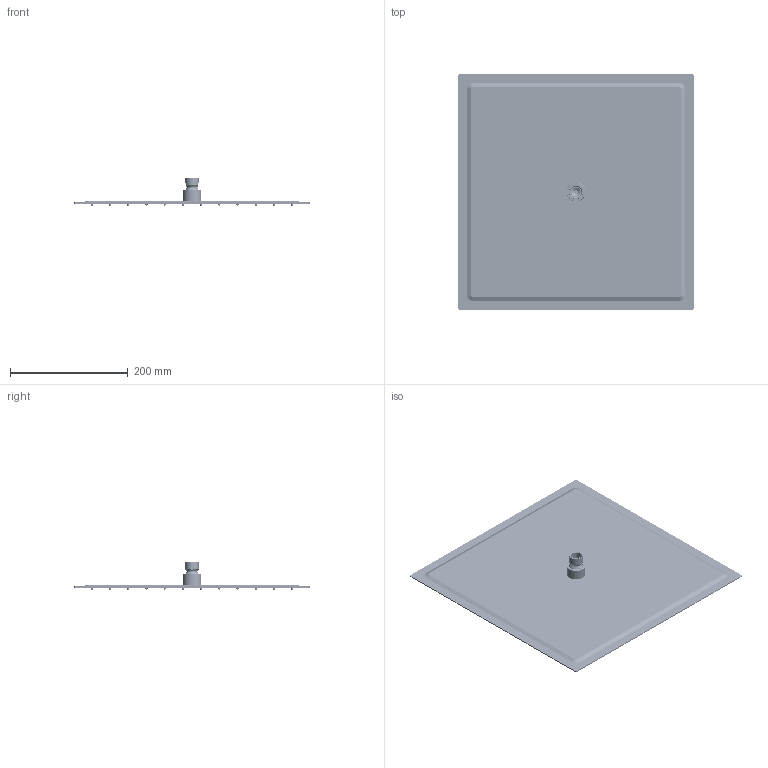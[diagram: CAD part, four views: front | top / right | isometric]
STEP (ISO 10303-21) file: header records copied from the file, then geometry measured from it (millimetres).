
FILE_DESCRIPTION((''),'2;1');
FILE_NAME('4071894CR','2021-05-07T08:15:12',('ut3'),('PAFFONI SpA'),'CREO PARAMETRIC BY PTC INC, 2020044','CREO PARAMETRIC BY PTC INC, 2020044','');
FILE_SCHEMA(('CONFIG_CONTROL_DESIGN','SHAPE_APPEARANCE_LAYERS_GROUPS'));
Products named in the file (1): 4071894CR
Bounding box: 400 x 400 x 48.9 mm (x, y, z)
Volume: 353318.4 mm3; surface area: 624628.3 mm2
Topology: 1 solids, 1 shells, 6329 faces, 12978 edges, 7097 vertices
Faces by surface type: torus 4635, cylinder 912, plane 464, cone 314, sphere 4
Entity records: 213613 total; most frequent: DIRECTION 37338, CARTESIAN_POINT 26468, ORIENTED_EDGE 25956, AXIS2_PLACEMENT_3D 18035, EDGE_CURVE 12978, CIRCLE 11706, VERTEX_POINT 7097, EDGE_LOOP 7063
